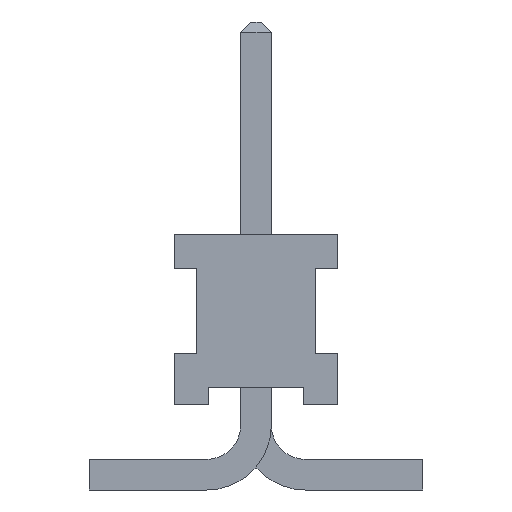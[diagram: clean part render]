
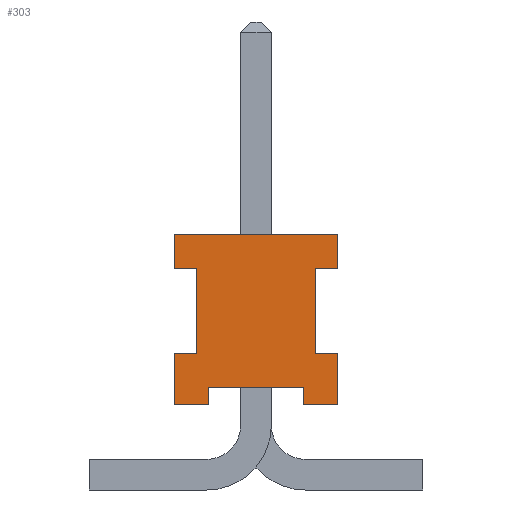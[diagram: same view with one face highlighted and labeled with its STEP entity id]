
A CAD part, left-side view. The second image highlights one B-rep face of the part: STEP entity #303.
In plain terms, the highlighted face is planar.
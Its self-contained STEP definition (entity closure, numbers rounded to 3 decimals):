
#47 = EDGE_CURVE('',#48,#50,#52,.T.);
#48 = VERTEX_POINT('',#49);
#49 = CARTESIAN_POINT('',(12.065,-0.508,1.219));
#50 = VERTEX_POINT('',#51);
#51 = CARTESIAN_POINT('',(12.065,-1.27,1.219));
#52 = LINE('',#53,#54);
#53 = CARTESIAN_POINT('',(12.065,1.27,1.219));
#54 = VECTOR('',#55,1.);
#55 = DIRECTION('',(0.,-1.,0.));
#87 = EDGE_CURVE('',#88,#90,#92,.T.);
#88 = VERTEX_POINT('',#89);
#89 = CARTESIAN_POINT('',(12.065,1.27,-1.219));
#90 = VERTEX_POINT('',#91);
#91 = CARTESIAN_POINT('',(12.065,0.762,-1.219));
#92 = LINE('',#93,#94);
#93 = CARTESIAN_POINT('',(12.065,1.27,-1.219));
#94 = VECTOR('',#95,1.);
#95 = DIRECTION('',(0.,-1.,0.));
#127 = EDGE_CURVE('',#128,#130,#132,.T.);
#128 = VERTEX_POINT('',#129);
#129 = CARTESIAN_POINT('',(12.065,-1.27,-0.711));
#130 = VERTEX_POINT('',#131);
#131 = CARTESIAN_POINT('',(12.065,-1.27,-1.219));
#132 = LINE('',#133,#134);
#133 = CARTESIAN_POINT('',(12.065,-1.27,1.219));
#134 = VECTOR('',#135,1.);
#135 = DIRECTION('',(0.,0.,-1.));
#278 = VERTEX_POINT('',#279);
#279 = CARTESIAN_POINT('',(12.065,0.762,1.219));
#285 = EDGE_CURVE('',#286,#278,#288,.T.);
#286 = VERTEX_POINT('',#287);
#287 = CARTESIAN_POINT('',(12.065,1.27,1.219));
#288 = LINE('',#289,#290);
#289 = CARTESIAN_POINT('',(12.065,1.27,1.219));
#290 = VECTOR('',#291,1.);
#291 = DIRECTION('',(0.,-1.,0.));
#303 = ADVANCED_FACE('',(#304),#398,.F.);
#304 = FACE_BOUND('',#305,.T.);
#305 = EDGE_LOOP('',(#306,#316,#322,#323,#329,#330,#338,#346,#352,#353,
    #361,#369,#377,#383,#384,#392));
#306 = ORIENTED_EDGE('',*,*,#307,.T.);
#307 = EDGE_CURVE('',#308,#310,#312,.T.);
#308 = VERTEX_POINT('',#309);
#309 = CARTESIAN_POINT('',(12.065,-0.508,-0.889));
#310 = VERTEX_POINT('',#311);
#311 = CARTESIAN_POINT('',(12.065,0.762,-0.889));
#312 = LINE('',#313,#314);
#313 = CARTESIAN_POINT('',(12.065,-0.508,-0.889));
#314 = VECTOR('',#315,1.);
#315 = DIRECTION('',(0.,1.,0.));
#316 = ORIENTED_EDGE('',*,*,#317,.T.);
#317 = EDGE_CURVE('',#310,#90,#318,.T.);
#318 = LINE('',#319,#320);
#319 = CARTESIAN_POINT('',(12.065,0.762,-0.889));
#320 = VECTOR('',#321,1.);
#321 = DIRECTION('',(0.,0.,-1.));
#322 = ORIENTED_EDGE('',*,*,#87,.F.);
#323 = ORIENTED_EDGE('',*,*,#324,.F.);
#324 = EDGE_CURVE('',#286,#88,#325,.T.);
#325 = LINE('',#326,#327);
#326 = CARTESIAN_POINT('',(12.065,1.27,1.219));
#327 = VECTOR('',#328,1.);
#328 = DIRECTION('',(0.,0.,-1.));
#329 = ORIENTED_EDGE('',*,*,#285,.T.);
#330 = ORIENTED_EDGE('',*,*,#331,.T.);
#331 = EDGE_CURVE('',#278,#332,#334,.T.);
#332 = VERTEX_POINT('',#333);
#333 = CARTESIAN_POINT('',(12.065,0.762,0.889));
#334 = LINE('',#335,#336);
#335 = CARTESIAN_POINT('',(12.065,0.762,1.219));
#336 = VECTOR('',#337,1.);
#337 = DIRECTION('',(0.,0.,-1.));
#338 = ORIENTED_EDGE('',*,*,#339,.T.);
#339 = EDGE_CURVE('',#332,#340,#342,.T.);
#340 = VERTEX_POINT('',#341);
#341 = CARTESIAN_POINT('',(12.065,-0.508,0.889));
#342 = LINE('',#343,#344);
#343 = CARTESIAN_POINT('',(12.065,0.762,0.889));
#344 = VECTOR('',#345,1.);
#345 = DIRECTION('',(0.,-1.,0.));
#346 = ORIENTED_EDGE('',*,*,#347,.T.);
#347 = EDGE_CURVE('',#340,#48,#348,.T.);
#348 = LINE('',#349,#350);
#349 = CARTESIAN_POINT('',(12.065,-0.508,0.889));
#350 = VECTOR('',#351,1.);
#351 = DIRECTION('',(0.,0.,1.));
#352 = ORIENTED_EDGE('',*,*,#47,.T.);
#353 = ORIENTED_EDGE('',*,*,#354,.T.);
#354 = EDGE_CURVE('',#50,#355,#357,.T.);
#355 = VERTEX_POINT('',#356);
#356 = CARTESIAN_POINT('',(12.065,-1.27,0.711));
#357 = LINE('',#358,#359);
#358 = CARTESIAN_POINT('',(12.065,-1.27,1.219));
#359 = VECTOR('',#360,1.);
#360 = DIRECTION('',(0.,0.,-1.));
#361 = ORIENTED_EDGE('',*,*,#362,.T.);
#362 = EDGE_CURVE('',#355,#363,#365,.T.);
#363 = VERTEX_POINT('',#364);
#364 = CARTESIAN_POINT('',(12.065,-1.016,0.711));
#365 = LINE('',#366,#367);
#366 = CARTESIAN_POINT('',(12.065,-1.27,0.711));
#367 = VECTOR('',#368,1.);
#368 = DIRECTION('',(0.,1.,0.));
#369 = ORIENTED_EDGE('',*,*,#370,.T.);
#370 = EDGE_CURVE('',#363,#371,#373,.T.);
#371 = VERTEX_POINT('',#372);
#372 = CARTESIAN_POINT('',(12.065,-1.016,-0.711));
#373 = LINE('',#374,#375);
#374 = CARTESIAN_POINT('',(12.065,-1.016,0.711));
#375 = VECTOR('',#376,1.);
#376 = DIRECTION('',(0.,0.,-1.));
#377 = ORIENTED_EDGE('',*,*,#378,.T.);
#378 = EDGE_CURVE('',#371,#128,#379,.T.);
#379 = LINE('',#380,#381);
#380 = CARTESIAN_POINT('',(12.065,-1.016,-0.711));
#381 = VECTOR('',#382,1.);
#382 = DIRECTION('',(0.,-1.,0.));
#383 = ORIENTED_EDGE('',*,*,#127,.T.);
#384 = ORIENTED_EDGE('',*,*,#385,.F.);
#385 = EDGE_CURVE('',#386,#130,#388,.T.);
#386 = VERTEX_POINT('',#387);
#387 = CARTESIAN_POINT('',(12.065,-0.508,-1.219));
#388 = LINE('',#389,#390);
#389 = CARTESIAN_POINT('',(12.065,1.27,-1.219));
#390 = VECTOR('',#391,1.);
#391 = DIRECTION('',(0.,-1.,0.));
#392 = ORIENTED_EDGE('',*,*,#393,.T.);
#393 = EDGE_CURVE('',#386,#308,#394,.T.);
#394 = LINE('',#395,#396);
#395 = CARTESIAN_POINT('',(12.065,-0.508,-1.219));
#396 = VECTOR('',#397,1.);
#397 = DIRECTION('',(0.,0.,1.));
#398 = PLANE('',#399);
#399 = AXIS2_PLACEMENT_3D('',#400,#401,#402);
#400 = CARTESIAN_POINT('',(12.065,1.27,1.219));
#401 = DIRECTION('',(-1.,0.,0.));
#402 = DIRECTION('',(0.,0.,1.));
